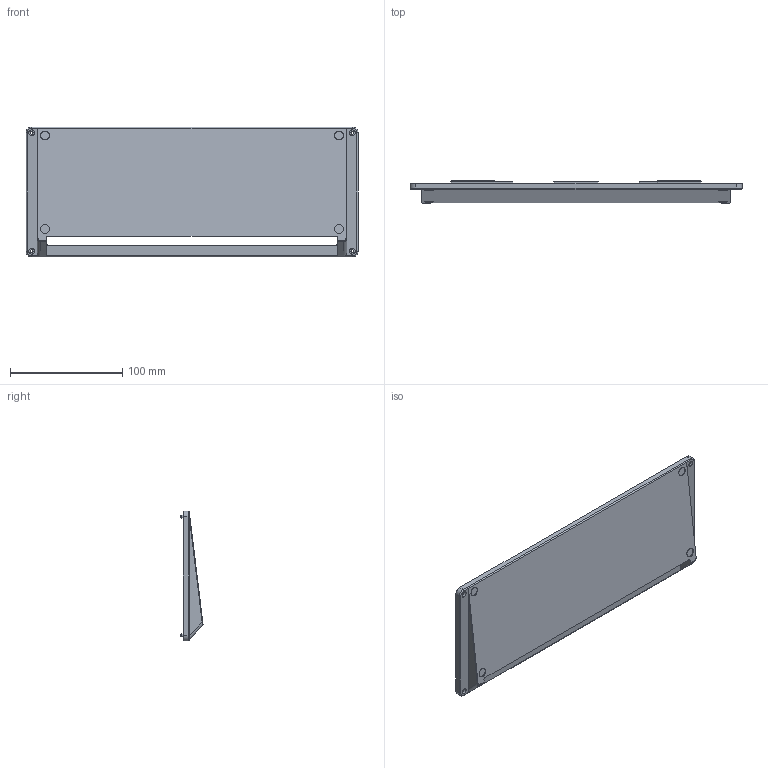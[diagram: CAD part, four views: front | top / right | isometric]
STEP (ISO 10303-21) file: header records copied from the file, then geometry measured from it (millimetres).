
FILE_DESCRIPTION(/* description */ (''),/* implementation_level */ '2;1');
FILE_NAME(/* name */ 'Bot with weight.step',/* time_stamp */ '2022-08-24T18:54:44+02:00',/* author */ (''),/* organization */ (''),/* preprocessor_version */ 'ST-DEVELOPER v19',/* originating_system */ 'Autodesk Translation Framework v11.7.0.108',/* authorisation */ '');
FILE_SCHEMA (('AUTOMOTIVE_DESIGN { 1 0 10303 214 3 1 1 }'));
Length unit declared in the file: millimetre
Products named in the file (1): Bot with weight
Bounding box: 296.25 x 19.68 x 115.75 mm (x, y, z)
Volume: 243063.5 mm3; surface area: 77733.4 mm2
Topology: 1 solids, 1 shells, 134 faces, 313 edges, 196 vertices
Faces by surface type: plane 68, cylinder 48, cone 10, torus 4, bspline 4
Full cylindrical faces by diameter (mm): 2.075 x4, 2.5 x4, 5 x4, 8 x4
Entity records: 3940 total; most frequent: CARTESIAN_POINT 750, DIRECTION 676, ORIENTED_EDGE 626, EDGE_CURVE 313, AXIS2_PLACEMENT_3D 240, LINE 196, VECTOR 196, VERTEX_POINT 196
